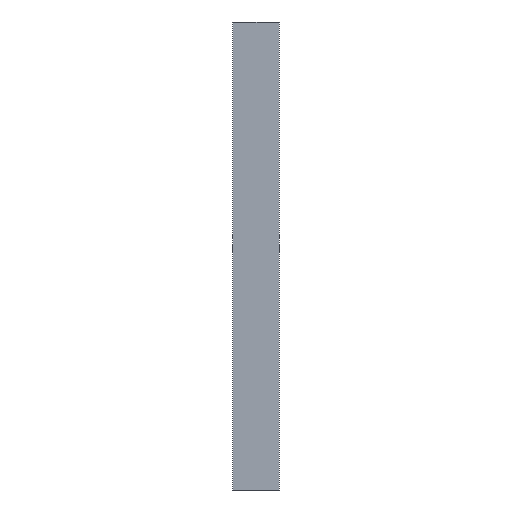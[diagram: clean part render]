
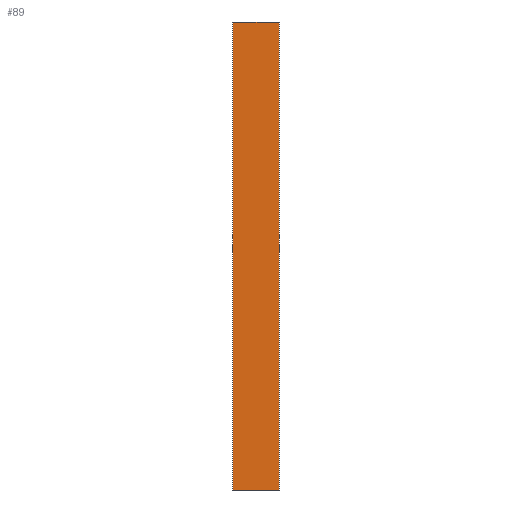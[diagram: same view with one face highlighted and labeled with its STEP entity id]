
A CAD part, left-side view. The second image highlights one B-rep face of the part: STEP entity #89.
In plain terms, the highlighted planar face has unit normal (-1, 0, 0).
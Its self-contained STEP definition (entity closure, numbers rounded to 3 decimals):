
#5 = CARTESIAN_POINT ( 'NONE',  ( -200., 2., -10. ) ) ;
#6 = DIRECTION ( 'NONE',  ( 0., 0., 1. ) ) ;
#17 = LINE ( 'NONE', #232, #197 ) ;
#22 = EDGE_CURVE ( 'NONE', #183, #175, #17, .T. ) ;
#25 = DIRECTION ( 'NONE',  ( 0., 0., -1. ) ) ;
#33 = AXIS2_PLACEMENT_3D ( 'NONE', #116, #56, #25 ) ;
#35 = LINE ( 'NONE', #114, #228 ) ;
#43 = EDGE_LOOP ( 'NONE', ( #174, #213, #150, #214 ) ) ;
#48 = EDGE_CURVE ( 'NONE', #176, #61, #217, .T. ) ;
#55 = DIRECTION ( 'NONE',  ( 0., -1., 0. ) ) ;
#56 = DIRECTION ( 'NONE',  ( 1., 0., 0. ) ) ;
#57 = DIRECTION ( 'NONE',  ( 0., 0., 1. ) ) ;
#61 = VERTEX_POINT ( 'NONE', #102 ) ;
#89 = ADVANCED_FACE ( 'NONE', ( #110 ), #117, .F. ) ;
#94 = VECTOR ( 'NONE', #170, 1000. ) ;
#102 = CARTESIAN_POINT ( 'NONE',  ( -200., 2., 10. ) ) ;
#105 = VECTOR ( 'NONE', #57, 1000. ) ;
#110 = FACE_OUTER_BOUND ( 'NONE', #43, .T. ) ;
#111 = EDGE_CURVE ( 'NONE', #176, #183, #35, .T. ) ;
#114 = CARTESIAN_POINT ( 'NONE',  ( -200., 2., -10. ) ) ;
#115 = EDGE_CURVE ( 'NONE', #61, #175, #179, .T. ) ;
#116 = CARTESIAN_POINT ( 'NONE',  ( -200., 2., -10. ) ) ;
#117 = PLANE ( 'NONE',  #33 ) ;
#150 = ORIENTED_EDGE ( 'NONE', *, *, #48, .F. ) ;
#166 = CARTESIAN_POINT ( 'NONE',  ( -200., 2., -10. ) ) ;
#170 = DIRECTION ( 'NONE',  ( 0., -1., 0. ) ) ;
#174 = ORIENTED_EDGE ( 'NONE', *, *, #22, .T. ) ;
#175 = VERTEX_POINT ( 'NONE', #188 ) ;
#176 = VERTEX_POINT ( 'NONE', #5 ) ;
#179 = LINE ( 'NONE', #227, #94 ) ;
#183 = VERTEX_POINT ( 'NONE', #208 ) ;
#188 = CARTESIAN_POINT ( 'NONE',  ( -200., 0., 10. ) ) ;
#197 = VECTOR ( 'NONE', #6, 1000. ) ;
#208 = CARTESIAN_POINT ( 'NONE',  ( -200., 0., -10. ) ) ;
#213 = ORIENTED_EDGE ( 'NONE', *, *, #115, .F. ) ;
#214 = ORIENTED_EDGE ( 'NONE', *, *, #111, .T. ) ;
#217 = LINE ( 'NONE', #166, #105 ) ;
#227 = CARTESIAN_POINT ( 'NONE',  ( -200., 2., 10. ) ) ;
#228 = VECTOR ( 'NONE', #55, 1000. ) ;
#232 = CARTESIAN_POINT ( 'NONE',  ( -200., 0., -10. ) ) ;
